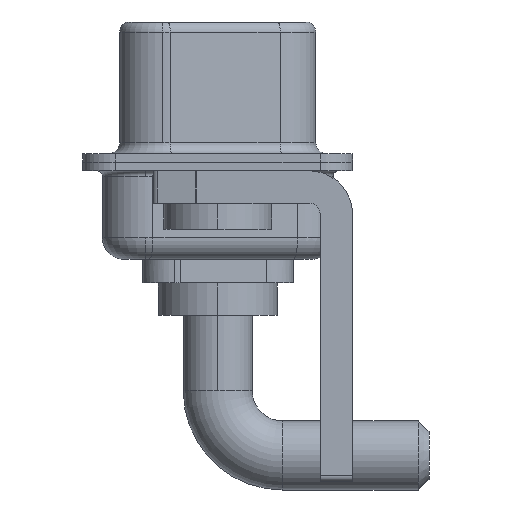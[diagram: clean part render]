
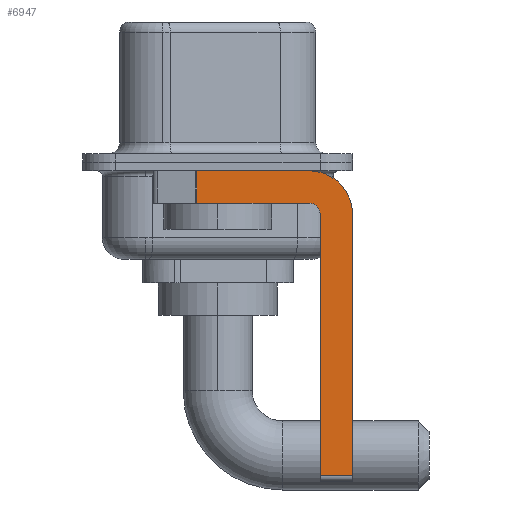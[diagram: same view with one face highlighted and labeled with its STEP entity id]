
A CAD part, left-side view. The second image highlights one B-rep face of the part: STEP entity #6947.
In plain terms, the highlighted planar face has unit normal (-1, 0, 0).
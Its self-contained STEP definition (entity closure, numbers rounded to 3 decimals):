
#2 = CARTESIAN_POINT ( 'NONE',  ( -2.9, -4.25, -0.4 ) ) ;
#103 = VECTOR ( 'NONE', #13969, 1000. ) ;
#203 = EDGE_CURVE ( 'NONE', #3927, #12667, #14091, .T. ) ;
#276 = ORIENTED_EDGE ( 'NONE', *, *, #866, .F. ) ;
#309 = ORIENTED_EDGE ( 'NONE', *, *, #203, .T. ) ;
#335 = EDGE_LOOP ( 'NONE', ( #5789, #10735, #276, #13419, #13002, #309, #13502, #7010 ) ) ;
#866 = EDGE_CURVE ( 'NONE', #10132, #7138, #9029, .T. ) ;
#1483 = CARTESIAN_POINT ( 'NONE',  ( -2.9, -6.25, -2.4 ) ) ;
#1935 = CARTESIAN_POINT ( 'NONE',  ( -2.9, 3., -0.4 ) ) ;
#2058 = VECTOR ( 'NONE', #6005, 1000. ) ;
#2135 = CARTESIAN_POINT ( 'NONE',  ( -2.9, -6.25, -2.4 ) ) ;
#3004 = EDGE_CURVE ( 'NONE', #5872, #7085, #6716, .T. ) ;
#3364 = FACE_OUTER_BOUND ( 'NONE', #335, .T. ) ;
#3492 = VECTOR ( 'NONE', #7939, 1000. ) ;
#3927 = VERTEX_POINT ( 'NONE', #8688 ) ;
#4147 = CARTESIAN_POINT ( 'NONE',  ( -2.9, -4.25, -2.4 ) ) ;
#4312 = EDGE_CURVE ( 'NONE', #14429, #10132, #15082, .T. ) ;
#4458 = DIRECTION ( 'NONE',  ( 0., 0., -1. ) ) ;
#4983 = CARTESIAN_POINT ( 'NONE',  ( -2.9, -4.25, -2.4 ) ) ;
#5216 = DIRECTION ( 'NONE',  ( 0., 0., 1. ) ) ;
#5506 = DIRECTION ( 'NONE',  ( 0., 0., 1. ) ) ;
#5789 = ORIENTED_EDGE ( 'NONE', *, *, #3004, .F. ) ;
#5806 = CIRCLE ( 'NONE', #14475, 2. ) ;
#5829 = CARTESIAN_POINT ( 'NONE',  ( -2.9, -4.25, -2.4 ) ) ;
#5872 = VERTEX_POINT ( 'NONE', #14714 ) ;
#6005 = DIRECTION ( 'NONE',  ( 0., 0., -1. ) ) ;
#6138 = DIRECTION ( 'NONE',  ( -1., 0., 0. ) ) ;
#6211 = CARTESIAN_POINT ( 'NONE',  ( -2.9, -4.75, -14.8 ) ) ;
#6499 = VECTOR ( 'NONE', #12925, 1000. ) ;
#6534 = DIRECTION ( 'NONE',  ( 1., 0., 0. ) ) ;
#6571 = CARTESIAN_POINT ( 'NONE',  ( -2.9, -4.25, -1.9 ) ) ;
#6716 = LINE ( 'NONE', #1935, #3492 ) ;
#6947 = ADVANCED_FACE ( 'NONE', ( #3364 ), #7202, .F. ) ;
#7010 = ORIENTED_EDGE ( 'NONE', *, *, #11160, .F. ) ;
#7085 = VERTEX_POINT ( 'NONE', #2 ) ;
#7138 = VERTEX_POINT ( 'NONE', #14581 ) ;
#7198 = EDGE_CURVE ( 'NONE', #3927, #14429, #10866, .T. ) ;
#7202 = PLANE ( 'NONE',  #13400 ) ;
#7791 = EDGE_CURVE ( 'NONE', #5872, #7138, #13132, .T. ) ;
#7939 = DIRECTION ( 'NONE',  ( 0., -1., 0. ) ) ;
#8054 = VECTOR ( 'NONE', #14572, 1000. ) ;
#8688 = CARTESIAN_POINT ( 'NONE',  ( -2.9, -4.75, -14.55 ) ) ;
#9029 = LINE ( 'NONE', #12599, #8054 ) ;
#9462 = CARTESIAN_POINT ( 'NONE',  ( -2.9, -6.25, -14.55 ) ) ;
#9816 = CARTESIAN_POINT ( 'NONE',  ( -2.9, -4.75, -2.4 ) ) ;
#10132 = VERTEX_POINT ( 'NONE', #6571 ) ;
#10622 = AXIS2_PLACEMENT_3D ( 'NONE', #4983, #6138, #5506 ) ;
#10703 = DIRECTION ( 'NONE',  ( 1., 0., 0. ) ) ;
#10735 = ORIENTED_EDGE ( 'NONE', *, *, #7791, .T. ) ;
#10866 = LINE ( 'NONE', #6211, #13663 ) ;
#11160 = EDGE_CURVE ( 'NONE', #7085, #15095, #5806, .T. ) ;
#11241 = EDGE_CURVE ( 'NONE', #15095, #12667, #14982, .T. ) ;
#11610 = CARTESIAN_POINT ( 'NONE',  ( -2.9, -4.25, -14.55 ) ) ;
#12599 = CARTESIAN_POINT ( 'NONE',  ( -2.9, -4.25, -1.9 ) ) ;
#12667 = VERTEX_POINT ( 'NONE', #9462 ) ;
#12925 = DIRECTION ( 'NONE',  ( 0., -1., 0. ) ) ;
#13002 = ORIENTED_EDGE ( 'NONE', *, *, #7198, .F. ) ;
#13132 = LINE ( 'NONE', #14293, #2058 ) ;
#13400 = AXIS2_PLACEMENT_3D ( 'NONE', #5829, #10703, #14043 ) ;
#13419 = ORIENTED_EDGE ( 'NONE', *, *, #4312, .F. ) ;
#13502 = ORIENTED_EDGE ( 'NONE', *, *, #11241, .F. ) ;
#13663 = VECTOR ( 'NONE', #5216, 1000. ) ;
#13969 = DIRECTION ( 'NONE',  ( 0., 0., -1. ) ) ;
#14043 = DIRECTION ( 'NONE',  ( 0., 0., -1. ) ) ;
#14091 = LINE ( 'NONE', #11610, #6499 ) ;
#14293 = CARTESIAN_POINT ( 'NONE',  ( -2.9, 0.978, -1.9 ) ) ;
#14429 = VERTEX_POINT ( 'NONE', #9816 ) ;
#14475 = AXIS2_PLACEMENT_3D ( 'NONE', #4147, #6534, #4458 ) ;
#14572 = DIRECTION ( 'NONE',  ( 0., 1., 0. ) ) ;
#14581 = CARTESIAN_POINT ( 'NONE',  ( -2.9, 0.978, -1.9 ) ) ;
#14714 = CARTESIAN_POINT ( 'NONE',  ( -2.9, 0.978, -0.4 ) ) ;
#14982 = LINE ( 'NONE', #2135, #103 ) ;
#15082 = CIRCLE ( 'NONE', #10622, 0.5 ) ;
#15095 = VERTEX_POINT ( 'NONE', #1483 ) ;
